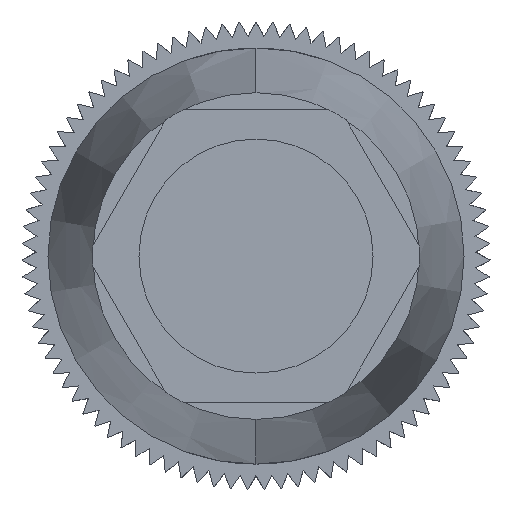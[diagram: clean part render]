
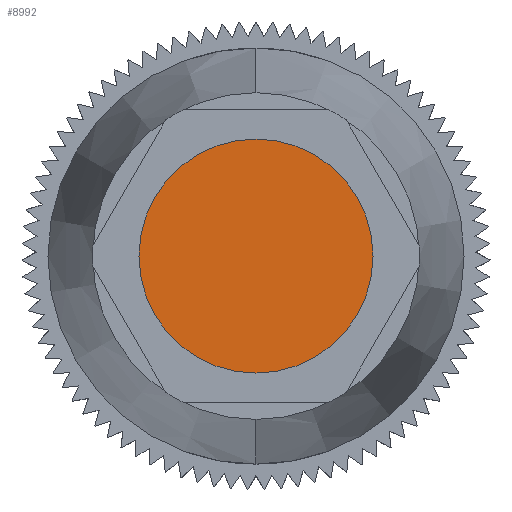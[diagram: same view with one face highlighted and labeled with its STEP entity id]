
A CAD part, front view. The second image highlights one B-rep face of the part: STEP entity #8992.
In plain terms, the highlighted planar face has unit normal (0, -1, 0).
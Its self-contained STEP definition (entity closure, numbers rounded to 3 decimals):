
#310 = DIRECTION ( 'NONE',  ( 0., 0., -1. ) ) ;
#1005 = CARTESIAN_POINT ( 'NONE',  ( 0., -40., -5. ) ) ;
#4409 = CIRCLE ( 'NONE', #30746, 5. ) ;
#4928 = AXIS2_PLACEMENT_3D ( 'NONE', #30137, #15232, #310 ) ;
#7486 = VERTEX_POINT ( 'NONE', #1005 ) ;
#8976 = CARTESIAN_POINT ( 'NONE',  ( 0., -40., 5. ) ) ;
#8992 = ADVANCED_FACE ( 'NONE', ( #29744 ), #23161, .T. ) ;
#10762 = DIRECTION ( 'NONE',  ( 0., 0., -1. ) ) ;
#12016 = VERTEX_POINT ( 'NONE', #8976 ) ;
#12159 = CARTESIAN_POINT ( 'NONE',  ( 0., -40., 0. ) ) ;
#14651 = DIRECTION ( 'NONE',  ( 0., 0., -1. ) ) ;
#14768 = EDGE_CURVE ( 'NONE', #12016, #7486, #4409, .T. ) ;
#15232 = DIRECTION ( 'NONE',  ( 0., -1., 0. ) ) ;
#15521 = EDGE_CURVE ( 'NONE', #7486, #12016, #16008, .T. ) ;
#16008 = CIRCLE ( 'NONE', #4928, 5. ) ;
#18165 = CARTESIAN_POINT ( 'NONE',  ( 0., -40., 0. ) ) ;
#21713 = EDGE_LOOP ( 'NONE', ( #25634, #31352 ) ) ;
#23161 = PLANE ( 'NONE',  #27826 ) ;
#25634 = ORIENTED_EDGE ( 'NONE', *, *, #15521, .T. ) ;
#25642 = DIRECTION ( 'NONE',  ( 0., -1., 0. ) ) ;
#27826 = AXIS2_PLACEMENT_3D ( 'NONE', #18165, #25642, #10762 ) ;
#29537 = DIRECTION ( 'NONE',  ( 0., -1., 0. ) ) ;
#29744 = FACE_OUTER_BOUND ( 'NONE', #21713, .T. ) ;
#30137 = CARTESIAN_POINT ( 'NONE',  ( 0., -40., 0. ) ) ;
#30746 = AXIS2_PLACEMENT_3D ( 'NONE', #12159, #29537, #14651 ) ;
#31352 = ORIENTED_EDGE ( 'NONE', *, *, #14768, .T. ) ;
